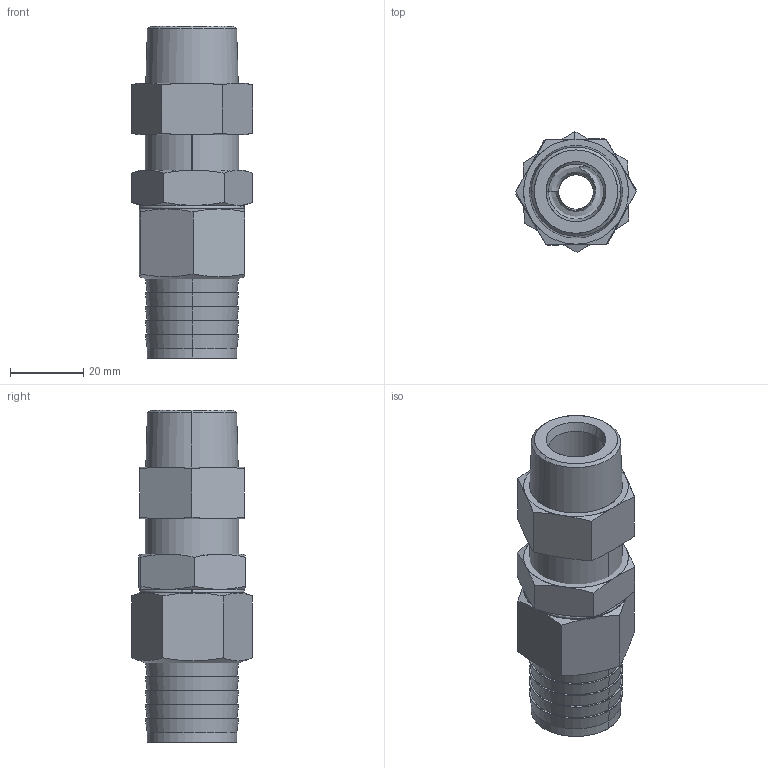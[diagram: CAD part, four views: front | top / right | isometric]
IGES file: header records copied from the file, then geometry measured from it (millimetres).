
Start section: SolidWorks IGES file using analytic representation for surfaces
Global section: file name: 9940.IGS; native system: SolidWorks 2013; preprocessor: SolidWorks 2013; author: MJH; date: 131022.091341; units: inch
Bounding box: 33 x 32.99 x 90.52 mm (x, y, z)
Surface area: 18773.4 mm2 (no closed solid volume)
Topology: 0 solids, 0 shells, 96 faces, 1824 edges, 1824 vertices
Faces by surface type: revolution 59, bspline 37
